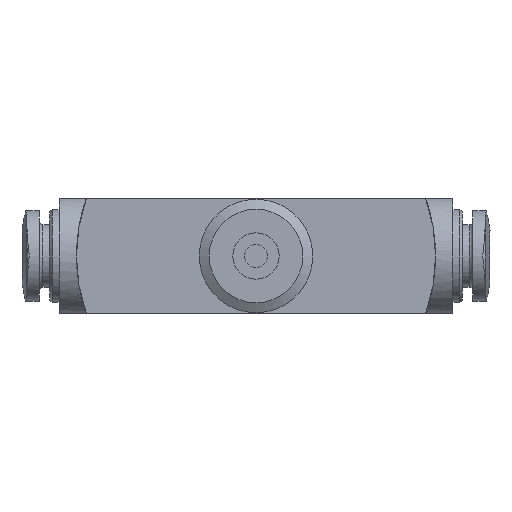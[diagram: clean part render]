
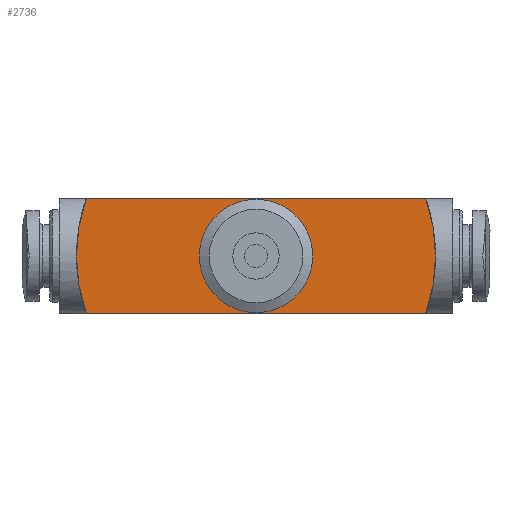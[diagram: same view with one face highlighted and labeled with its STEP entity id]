
A CAD part, left-side view. The second image highlights one B-rep face of the part: STEP entity #2736.
In plain terms, the highlighted planar face has unit normal (-1, 0, 0).
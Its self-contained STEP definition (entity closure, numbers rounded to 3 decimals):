
#190=LINE('',#3774,#276);
#220=LINE('',#3836,#306);
#276=VECTOR('',#3175,1000.);
#306=VECTOR('',#3215,1000.);
#467=ORIENTED_EDGE('',*,*,#936,.F.);
#468=ORIENTED_EDGE('',*,*,#889,.F.);
#469=ORIENTED_EDGE('',*,*,#932,.F.);
#470=ORIENTED_EDGE('',*,*,#923,.T.);
#471=ORIENTED_EDGE('',*,*,#928,.F.);
#889=EDGE_CURVE('',#1136,#1137,#190,.T.);
#923=EDGE_CURVE('',#1164,#1163,#220,.T.);
#928=EDGE_CURVE('',#1137,#1163,#1304,.T.);
#932=EDGE_CURVE('',#1164,#1136,#1306,.T.);
#936=EDGE_CURVE('',#1166,#1166,#1308,.F.);
#1136=VERTEX_POINT('',#3773);
#1137=VERTEX_POINT('',#3775);
#1163=VERTEX_POINT('',#3835);
#1164=VERTEX_POINT('',#3837);
#1166=VERTEX_POINT('',#3890);
#1304=CIRCLE('',#2891,15.);
#1306=CIRCLE('',#2896,15.);
#1308=CIRCLE('',#2901,4.9);
#1410=EDGE_LOOP('',(#467));
#1411=EDGE_LOOP('',(#468,#469,#470,#471));
#1612=FACE_BOUND('',#1410,.T.);
#1613=FACE_BOUND('',#1411,.T.);
#1789=PLANE('',#2900);
#2736=ADVANCED_FACE('',(#1612,#1613),#1789,.F.);
#2891=AXIS2_PLACEMENT_3D('',#3851,#3223,#3224);
#2896=AXIS2_PLACEMENT_3D('',#3870,#3233,#3234);
#2900=AXIS2_PLACEMENT_3D('',#3888,#3241,#3242);
#2901=AXIS2_PLACEMENT_3D('',#3889,#3243,#3244);
#3175=DIRECTION('',(0.,-1.,0.));
#3215=DIRECTION('',(0.,-1.,0.));
#3223=DIRECTION('',(1.,0.,0.));
#3224=DIRECTION('',(0.,0.,-1.));
#3233=DIRECTION('',(1.,0.,0.));
#3234=DIRECTION('',(0.,0.,-1.));
#3241=DIRECTION('',(1.,0.,0.));
#3242=DIRECTION('',(0.,0.,-1.));
#3243=DIRECTION('',(1.,0.,0.));
#3244=DIRECTION('',(0.,0.,-1.));
#3773=CARTESIAN_POINT('',(-42.,30.142,5.));
#3774=CARTESIAN_POINT('',(-42.,31.,5.));
#3775=CARTESIAN_POINT('',(-42.,0.858,5.));
#3835=CARTESIAN_POINT('',(-42.,0.858,-5.));
#3836=CARTESIAN_POINT('',(-42.,31.,-5.));
#3837=CARTESIAN_POINT('',(-42.,30.142,-5.));
#3851=CARTESIAN_POINT('',(-42.,15.,0.));
#3870=CARTESIAN_POINT('',(-42.,16.,0.));
#3888=CARTESIAN_POINT('',(-42.,31.,5.));
#3889=CARTESIAN_POINT('',(-42.,15.5,0.));
#3890=CARTESIAN_POINT('',(-42.,15.5,-4.9));
